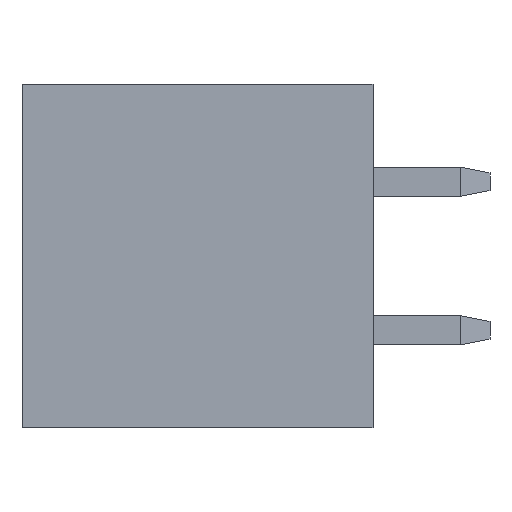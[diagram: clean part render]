
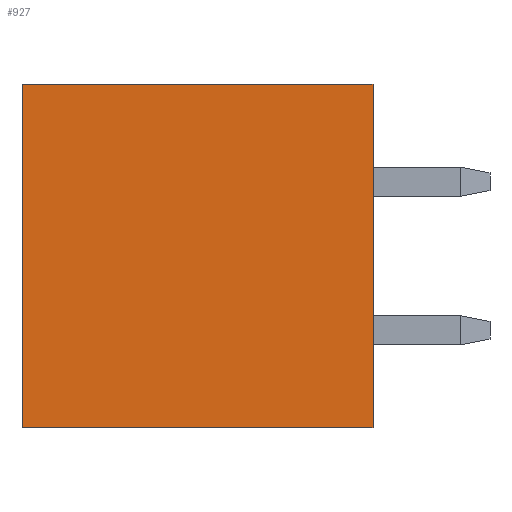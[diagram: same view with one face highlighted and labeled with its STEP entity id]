
A CAD part, front view. The second image highlights one B-rep face of the part: STEP entity #927.
In plain terms, the highlighted planar face has unit normal (0, -1, 0).
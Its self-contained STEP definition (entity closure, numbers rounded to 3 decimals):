
#158 = ORIENTED_EDGE ( 'NONE', *, *, #331, .F. ) ;
#205 = EDGE_LOOP ( 'NONE', ( #158, #2231, #1074, #2965 ) ) ;
#210 = DIRECTION ( 'NONE',  ( 0., 0., 1. ) ) ;
#248 = VERTEX_POINT ( 'NONE', #2545 ) ;
#331 = EDGE_CURVE ( 'NONE', #3305, #248, #701, .T. ) ;
#343 = CARTESIAN_POINT ( 'NONE',  ( 20.9, 0., 2.54 ) ) ;
#347 = FACE_OUTER_BOUND ( 'NONE', #205, .T. ) ;
#367 = DIRECTION ( 'NONE',  ( 0., 0., -1. ) ) ;
#373 = VECTOR ( 'NONE', #1533, 1000. ) ;
#395 = CARTESIAN_POINT ( 'NONE',  ( 8.9, 0., 8.42 ) ) ;
#461 = VERTEX_POINT ( 'NONE', #1948 ) ;
#482 = LINE ( 'NONE', #1930, #2900 ) ;
#701 = LINE ( 'NONE', #343, #3351 ) ;
#852 = CARTESIAN_POINT ( 'NONE',  ( 8.9, 0., -3.34 ) ) ;
#927 = ADVANCED_FACE ( 'NONE', ( #347 ), #2629, .F. ) ;
#1074 = ORIENTED_EDGE ( 'NONE', *, *, #1667, .F. ) ;
#1171 = DIRECTION ( 'NONE',  ( -1., 0., 0. ) ) ;
#1186 = EDGE_CURVE ( 'NONE', #248, #461, #1409, .T. ) ;
#1409 = LINE ( 'NONE', #852, #2359 ) ;
#1492 = CARTESIAN_POINT ( 'NONE',  ( 8.9, 0., 2.54 ) ) ;
#1533 = DIRECTION ( 'NONE',  ( -1., 0., 0. ) ) ;
#1611 = AXIS2_PLACEMENT_3D ( 'NONE', #1492, #2841, #1171 ) ;
#1667 = EDGE_CURVE ( 'NONE', #461, #1897, #482, .T. ) ;
#1897 = VERTEX_POINT ( 'NONE', #2214 ) ;
#1930 = CARTESIAN_POINT ( 'NONE',  ( 8.9, 0., 2.54 ) ) ;
#1948 = CARTESIAN_POINT ( 'NONE',  ( 8.9, 0., -3.34 ) ) ;
#1976 = DIRECTION ( 'NONE',  ( -1., 0., 0. ) ) ;
#2214 = CARTESIAN_POINT ( 'NONE',  ( 8.9, 0., 8.42 ) ) ;
#2231 = ORIENTED_EDGE ( 'NONE', *, *, #3275, .T. ) ;
#2359 = VECTOR ( 'NONE', #1976, 1000. ) ;
#2415 = CARTESIAN_POINT ( 'NONE',  ( 20.9, 0., 8.42 ) ) ;
#2545 = CARTESIAN_POINT ( 'NONE',  ( 20.9, 0., -3.34 ) ) ;
#2629 = PLANE ( 'NONE',  #1611 ) ;
#2841 = DIRECTION ( 'NONE',  ( 0., 1., 0. ) ) ;
#2900 = VECTOR ( 'NONE', #210, 1000. ) ;
#2965 = ORIENTED_EDGE ( 'NONE', *, *, #1186, .F. ) ;
#3187 = LINE ( 'NONE', #395, #373 ) ;
#3275 = EDGE_CURVE ( 'NONE', #3305, #1897, #3187, .T. ) ;
#3305 = VERTEX_POINT ( 'NONE', #2415 ) ;
#3351 = VECTOR ( 'NONE', #367, 1000. ) ;
